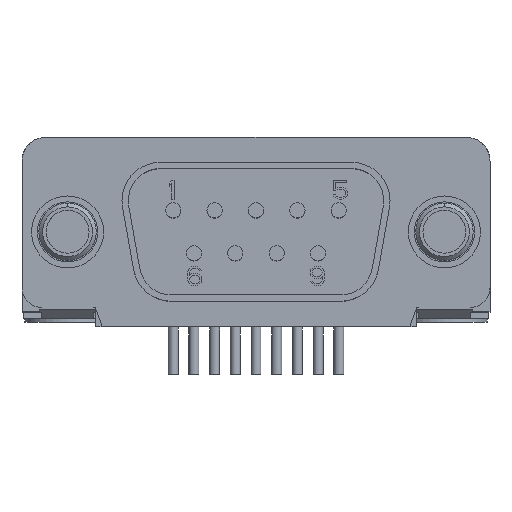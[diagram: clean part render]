
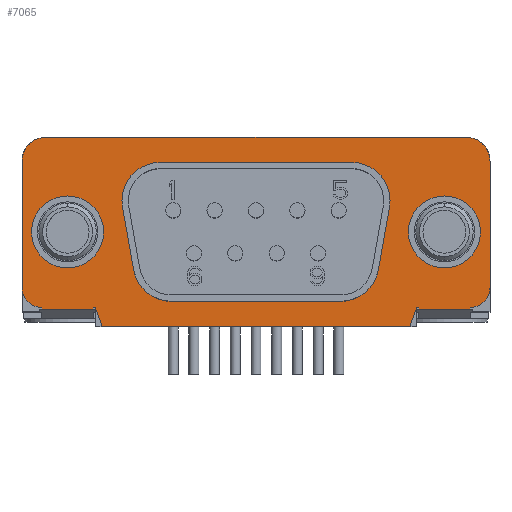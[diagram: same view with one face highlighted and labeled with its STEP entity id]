
A CAD part, top view. The second image highlights one B-rep face of the part: STEP entity #7065.
In plain terms, the highlighted planar face has unit normal (0, 0, 1).
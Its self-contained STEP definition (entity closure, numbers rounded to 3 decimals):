
#104=DIRECTION('',(0.,-1.,0.));
#105=VECTOR('',#104,8.395);
#106=CARTESIAN_POINT('',(-15.519,4.699,-5.969));
#107=LINE('',#106,#105);
#1058=CARTESIAN_POINT('',(-6.347,2.068,-5.969));
#1059=DIRECTION('',(0.,0.,1.));
#1060=DIRECTION('',(0.,1.,0.));
#1061=AXIS2_PLACEMENT_3D('',#1058,#1059,#1060);
#1063=DIRECTION('',(0.174,-0.985,0.));
#1064=VECTOR('',#1063,4.199);
#1065=CARTESIAN_POINT('',(-8.849,1.626,-5.969));
#1066=LINE('',#1065,#1064);
#1067=CARTESIAN_POINT('',(-5.618,-2.068,-5.969));
#1068=DIRECTION('',(0.,0.,1.));
#1069=DIRECTION('',(-0.985,-0.174,0.));
#1070=AXIS2_PLACEMENT_3D('',#1067,#1068,#1069);
#1072=DIRECTION('',(1.,0.,0.));
#1073=VECTOR('',#1072,11.237);
#1074=CARTESIAN_POINT('',(-5.618,-4.608,-5.969));
#1075=LINE('',#1074,#1073);
#1076=CARTESIAN_POINT('',(5.618,-2.068,-5.969));
#1077=DIRECTION('',(0.,0.,1.));
#1078=DIRECTION('',(0.,-1.,0.));
#1079=AXIS2_PLACEMENT_3D('',#1076,#1077,#1078);
#1081=DIRECTION('',(0.174,0.985,0.));
#1082=VECTOR('',#1081,4.199);
#1083=CARTESIAN_POINT('',(8.12,-2.509,-5.969));
#1084=LINE('',#1083,#1082);
#1085=CARTESIAN_POINT('',(6.347,2.068,-5.969));
#1086=DIRECTION('',(0.,0.,1.));
#1087=DIRECTION('',(0.985,-0.174,0.));
#1088=AXIS2_PLACEMENT_3D('',#1085,#1086,#1087);
#1090=DIRECTION('',(-1.,0.,0.));
#1091=VECTOR('',#1090,12.695);
#1092=CARTESIAN_POINT('',(6.347,4.608,-5.969));
#1093=LINE('',#1092,#1091);
#1094=DIRECTION('',(-0.342,-0.94,0.));
#1095=VECTOR('',#1094,1.227);
#1096=CARTESIAN_POINT('',(10.615,-5.121,-5.969));
#1097=LINE('',#1096,#1095);
#1098=DIRECTION('',(-0.342,0.94,0.));
#1099=VECTOR('',#1098,1.227);
#1100=CARTESIAN_POINT('',(-10.196,-6.274,-5.969));
#1101=LINE('',#1100,#1099);
#1102=CARTESIAN_POINT('',(-10.782,-5.182,-5.969));
#1103=DIRECTION('',(0.,0.,1.));
#1104=DIRECTION('',(0.94,0.342,0.));
#1105=AXIS2_PLACEMENT_3D('',#1102,#1103,#1104);
#1107=DIRECTION('',(0.,-1.,0.));
#1108=VECTOR('',#1107,0.112);
#1109=CARTESIAN_POINT('',(-10.782,-5.004,-5.969));
#1110=LINE('',#1109,#1108);
#1111=DIRECTION('',(-1.,0.,0.));
#1112=VECTOR('',#1111,3.429);
#1113=CARTESIAN_POINT('',(-10.782,-5.116,-5.969));
#1114=LINE('',#1113,#1112);
#1115=DIRECTION('',(0.,1.,0.));
#1116=VECTOR('',#1115,0.112);
#1117=CARTESIAN_POINT('',(-14.211,-5.116,-5.969));
#1118=LINE('',#1117,#1116);
#1119=CARTESIAN_POINT('',(-14.211,-3.696,-5.969));
#1120=DIRECTION('',(0.,0.,1.));
#1121=DIRECTION('',(-1.,0.,0.));
#1122=AXIS2_PLACEMENT_3D('',#1119,#1120,#1121);
#1124=CARTESIAN_POINT('',(-13.945,4.699,-5.969));
#1125=DIRECTION('',(0.,0.,1.));
#1126=DIRECTION('',(0.,1.,0.));
#1127=AXIS2_PLACEMENT_3D('',#1124,#1125,#1126);
#1129=DIRECTION('',(1.,0.,0.));
#1130=VECTOR('',#1129,27.889);
#1131=CARTESIAN_POINT('',(-13.945,6.274,-5.969));
#1132=LINE('',#1131,#1130);
#1133=CARTESIAN_POINT('',(13.945,4.699,-5.969));
#1134=DIRECTION('',(0.,0.,1.));
#1135=DIRECTION('',(1.,0.,0.));
#1136=AXIS2_PLACEMENT_3D('',#1133,#1134,#1135);
#1138=CARTESIAN_POINT('',(14.211,-3.696,-5.969));
#1139=DIRECTION('',(0.,0.,1.));
#1140=DIRECTION('',(0.,-1.,0.));
#1141=AXIS2_PLACEMENT_3D('',#1138,#1139,#1140);
#1143=DIRECTION('',(0.,-1.,0.));
#1144=VECTOR('',#1143,0.112);
#1145=CARTESIAN_POINT('',(14.211,-5.004,-5.969));
#1146=LINE('',#1145,#1144);
#1147=DIRECTION('',(-1.,0.,0.));
#1148=VECTOR('',#1147,3.429);
#1149=CARTESIAN_POINT('',(14.211,-5.116,-5.969));
#1150=LINE('',#1149,#1148);
#1151=DIRECTION('',(0.,1.,0.));
#1152=VECTOR('',#1151,0.112);
#1153=CARTESIAN_POINT('',(10.782,-5.116,-5.969));
#1154=LINE('',#1153,#1152);
#1155=CARTESIAN_POINT('',(10.782,-5.182,-5.969));
#1156=DIRECTION('',(0.,0.,1.));
#1157=DIRECTION('',(0.,1.,0.));
#1158=AXIS2_PLACEMENT_3D('',#1155,#1156,#1157);
#1160=CARTESIAN_POINT('',(12.497,0.,-5.969));
#1161=DIRECTION('',(0.,0.,1.));
#1162=DIRECTION('',(1.,0.,0.));
#1163=AXIS2_PLACEMENT_3D('',#1160,#1161,#1162);
#1165=CARTESIAN_POINT('',(12.497,0.,-5.969));
#1166=DIRECTION('',(0.,0.,1.));
#1167=DIRECTION('',(-1.,0.,0.));
#1168=AXIS2_PLACEMENT_3D('',#1165,#1166,#1167);
#1170=CARTESIAN_POINT('',(-12.497,0.,-5.969));
#1171=DIRECTION('',(0.,0.,1.));
#1172=DIRECTION('',(1.,0.,0.));
#1173=AXIS2_PLACEMENT_3D('',#1170,#1171,#1172);
#1175=CARTESIAN_POINT('',(-12.497,0.,-5.969));
#1176=DIRECTION('',(0.,0.,1.));
#1177=DIRECTION('',(-1.,0.,0.));
#1178=AXIS2_PLACEMENT_3D('',#1175,#1176,#1177);
#1248=DIRECTION('',(0.,-1.,0.));
#1249=VECTOR('',#1248,8.395);
#1250=CARTESIAN_POINT('',(15.519,4.699,-5.969));
#1251=LINE('',#1250,#1249);
#2018=DIRECTION('',(1.,0.,0.));
#2019=VECTOR('',#2018,20.391);
#2020=CARTESIAN_POINT('',(-10.196,-6.274,-5.969));
#2021=LINE('',#2020,#2019);
#4894=CARTESIAN_POINT('',(-6.347,4.608,-5.969));
#4895=CARTESIAN_POINT('',(-8.849,1.626,-5.969));
#4896=VERTEX_POINT('',#4894);
#4897=VERTEX_POINT('',#4895);
#4898=CARTESIAN_POINT('',(-8.12,-2.509,-5.969));
#4899=VERTEX_POINT('',#4898);
#4900=CARTESIAN_POINT('',(-5.618,-4.608,-5.969));
#4901=VERTEX_POINT('',#4900);
#4902=CARTESIAN_POINT('',(5.618,-4.608,-5.969));
#4903=VERTEX_POINT('',#4902);
#4904=CARTESIAN_POINT('',(8.12,-2.509,-5.969));
#4905=VERTEX_POINT('',#4904);
#4906=CARTESIAN_POINT('',(8.849,1.626,-5.969));
#4907=VERTEX_POINT('',#4906);
#4908=CARTESIAN_POINT('',(6.347,4.608,-5.969));
#4909=VERTEX_POINT('',#4908);
#4950=CARTESIAN_POINT('',(10.615,-5.121,-5.969));
#4951=CARTESIAN_POINT('',(10.196,-6.274,-5.969));
#4952=VERTEX_POINT('',#4950);
#4953=VERTEX_POINT('',#4951);
#4962=CARTESIAN_POINT('',(-10.196,-6.274,-5.969));
#4963=VERTEX_POINT('',#4962);
#5498=CARTESIAN_POINT('',(14.884,0.,-5.969));
#5499=CARTESIAN_POINT('',(10.109,0.,-5.969));
#5500=VERTEX_POINT('',#5498);
#5501=VERTEX_POINT('',#5499);
#5502=CARTESIAN_POINT('',(-10.109,0.,-5.969));
#5503=CARTESIAN_POINT('',(-14.884,0.,-5.969));
#5504=VERTEX_POINT('',#5502);
#5505=VERTEX_POINT('',#5503);
#5506=CARTESIAN_POINT('',(15.519,4.699,-5.969));
#5507=CARTESIAN_POINT('',(13.945,6.274,-5.969));
#5508=VERTEX_POINT('',#5506);
#5509=VERTEX_POINT('',#5507);
#5510=CARTESIAN_POINT('',(-13.945,6.274,-5.969));
#5511=CARTESIAN_POINT('',(-15.519,4.699,-5.969));
#5512=VERTEX_POINT('',#5510);
#5513=VERTEX_POINT('',#5511);
#5514=CARTESIAN_POINT('',(-15.519,-3.696,-5.969));
#5515=VERTEX_POINT('',#5514);
#5516=CARTESIAN_POINT('',(15.519,-3.696,-5.969));
#5517=VERTEX_POINT('',#5516);
#5544=CARTESIAN_POINT('',(14.211,-5.004,-5.969));
#5545=VERTEX_POINT('',#5544);
#5812=CARTESIAN_POINT('',(10.782,-5.004,-5.969));
#5813=VERTEX_POINT('',#5812);
#5814=CARTESIAN_POINT('',(-10.615,-5.121,-5.969));
#5815=VERTEX_POINT('',#5814);
#5816=CARTESIAN_POINT('',(-10.782,-5.004,-5.969));
#5817=VERTEX_POINT('',#5816);
#5818=CARTESIAN_POINT('',(-14.211,-5.004,-5.969));
#5819=VERTEX_POINT('',#5818);
#5822=CARTESIAN_POINT('',(14.211,-5.116,-5.969));
#5823=VERTEX_POINT('',#5822);
#5824=CARTESIAN_POINT('',(10.782,-5.116,-5.969));
#5825=VERTEX_POINT('',#5824);
#5826=CARTESIAN_POINT('',(-10.782,-5.116,-5.969));
#5827=VERTEX_POINT('',#5826);
#5828=CARTESIAN_POINT('',(-14.211,-5.116,-5.969));
#5829=VERTEX_POINT('',#5828);
#6994=CARTESIAN_POINT('',(-15.519,6.274,-5.969));
#6995=DIRECTION('',(0.,0.,1.));
#6996=DIRECTION('',(0.,-1.,0.));
#6997=AXIS2_PLACEMENT_3D('',#6994,#6995,#6996);
#6998=PLANE('',#6997);
#7000=ORIENTED_EDGE('',*,*,#6999,.T.);
#7002=ORIENTED_EDGE('',*,*,#7001,.F.);
#7004=ORIENTED_EDGE('',*,*,#7003,.T.);
#7006=ORIENTED_EDGE('',*,*,#7005,.T.);
#7008=ORIENTED_EDGE('',*,*,#7007,.T.);
#7010=ORIENTED_EDGE('',*,*,#7009,.T.);
#7012=ORIENTED_EDGE('',*,*,#7011,.T.);
#7014=ORIENTED_EDGE('',*,*,#7013,.F.);
#7015=ORIENTED_EDGE('',*,*,#6311,.F.);
#7017=ORIENTED_EDGE('',*,*,#7016,.F.);
#7019=ORIENTED_EDGE('',*,*,#7018,.T.);
#7021=ORIENTED_EDGE('',*,*,#7020,.F.);
#7023=ORIENTED_EDGE('',*,*,#7022,.T.);
#7025=ORIENTED_EDGE('',*,*,#7024,.F.);
#7027=ORIENTED_EDGE('',*,*,#7026,.T.);
#7029=ORIENTED_EDGE('',*,*,#7028,.T.);
#7031=ORIENTED_EDGE('',*,*,#7030,.T.);
#7033=ORIENTED_EDGE('',*,*,#7032,.T.);
#7034=EDGE_LOOP('',(#7000,#7002,#7004,#7006,#7008,#7010,#7012,#7014,#7015,#7017,
#7019,#7021,#7023,#7025,#7027,#7029,#7031,#7033));
#7035=FACE_OUTER_BOUND('',#7034,.F.);
#7036=ORIENTED_EDGE('',*,*,#6984,.T.);
#7038=ORIENTED_EDGE('',*,*,#7037,.T.);
#7040=ORIENTED_EDGE('',*,*,#7039,.T.);
#7042=ORIENTED_EDGE('',*,*,#7041,.T.);
#7044=ORIENTED_EDGE('',*,*,#7043,.T.);
#7046=ORIENTED_EDGE('',*,*,#7045,.T.);
#7048=ORIENTED_EDGE('',*,*,#7047,.T.);
#7050=ORIENTED_EDGE('',*,*,#7049,.T.);
#7051=EDGE_LOOP('',(#7036,#7038,#7040,#7042,#7044,#7046,#7048,#7050));
#7052=FACE_BOUND('',#7051,.F.);
#7054=ORIENTED_EDGE('',*,*,#7053,.T.);
#7056=ORIENTED_EDGE('',*,*,#7055,.T.);
#7057=EDGE_LOOP('',(#7054,#7056));
#7058=FACE_BOUND('',#7057,.F.);
#7060=ORIENTED_EDGE('',*,*,#7059,.T.);
#7062=ORIENTED_EDGE('',*,*,#7061,.T.);
#7063=EDGE_LOOP('',(#7060,#7062));
#7064=FACE_BOUND('',#7063,.F.);
#7065=ADVANCED_FACE('',(#7035,#7052,#7058,#7064),#6998,.T.);
#1062=CIRCLE('',#1061,2.54);
#1071=CIRCLE('',#1070,2.54);
#1080=CIRCLE('',#1079,2.54);
#1089=CIRCLE('',#1088,2.54);
#1106=CIRCLE('',#1105,0.178);
#1123=CIRCLE('',#1122,1.308);
#1128=CIRCLE('',#1127,1.575);
#1137=CIRCLE('',#1136,1.575);
#1142=CIRCLE('',#1141,1.308);
#1159=CIRCLE('',#1158,0.178);
#1164=CIRCLE('',#1163,2.388);
#1169=CIRCLE('',#1168,2.388);
#1174=CIRCLE('',#1173,2.388);
#1179=CIRCLE('',#1178,2.388);
#6311=EDGE_CURVE('',#5513,#5515,#107,.T.);
#6984=EDGE_CURVE('',#4896,#4897,#1062,.T.);
#6999=EDGE_CURVE('',#4952,#4953,#1097,.T.);
#7001=EDGE_CURVE('',#4963,#4953,#2021,.T.);
#7003=EDGE_CURVE('',#4963,#5815,#1101,.T.);
#7005=EDGE_CURVE('',#5815,#5817,#1106,.T.);
#7007=EDGE_CURVE('',#5817,#5827,#1110,.T.);
#7009=EDGE_CURVE('',#5827,#5829,#1114,.T.);
#7011=EDGE_CURVE('',#5829,#5819,#1118,.T.);
#7013=EDGE_CURVE('',#5515,#5819,#1123,.T.);
#7016=EDGE_CURVE('',#5512,#5513,#1128,.T.);
#7018=EDGE_CURVE('',#5512,#5509,#1132,.T.);
#7020=EDGE_CURVE('',#5508,#5509,#1137,.T.);
#7022=EDGE_CURVE('',#5508,#5517,#1251,.T.);
#7024=EDGE_CURVE('',#5545,#5517,#1142,.T.);
#7026=EDGE_CURVE('',#5545,#5823,#1146,.T.);
#7028=EDGE_CURVE('',#5823,#5825,#1150,.T.);
#7030=EDGE_CURVE('',#5825,#5813,#1154,.T.);
#7032=EDGE_CURVE('',#5813,#4952,#1159,.T.);
#7037=EDGE_CURVE('',#4897,#4899,#1066,.T.);
#7039=EDGE_CURVE('',#4899,#4901,#1071,.T.);
#7041=EDGE_CURVE('',#4901,#4903,#1075,.T.);
#7043=EDGE_CURVE('',#4903,#4905,#1080,.T.);
#7045=EDGE_CURVE('',#4905,#4907,#1084,.T.);
#7047=EDGE_CURVE('',#4907,#4909,#1089,.T.);
#7049=EDGE_CURVE('',#4909,#4896,#1093,.T.);
#7053=EDGE_CURVE('',#5500,#5501,#1164,.T.);
#7055=EDGE_CURVE('',#5501,#5500,#1169,.T.);
#7059=EDGE_CURVE('',#5504,#5505,#1174,.T.);
#7061=EDGE_CURVE('',#5505,#5504,#1179,.T.);
